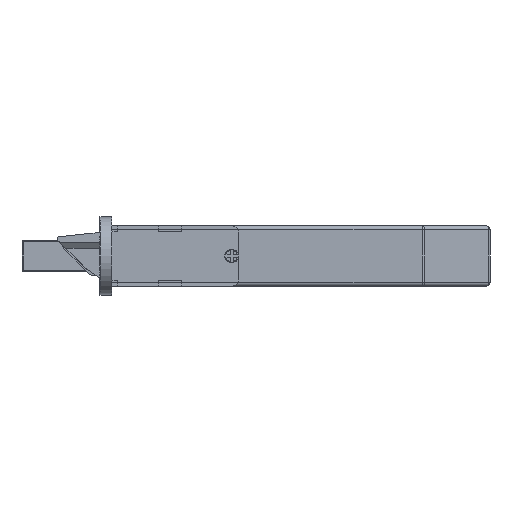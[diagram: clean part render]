
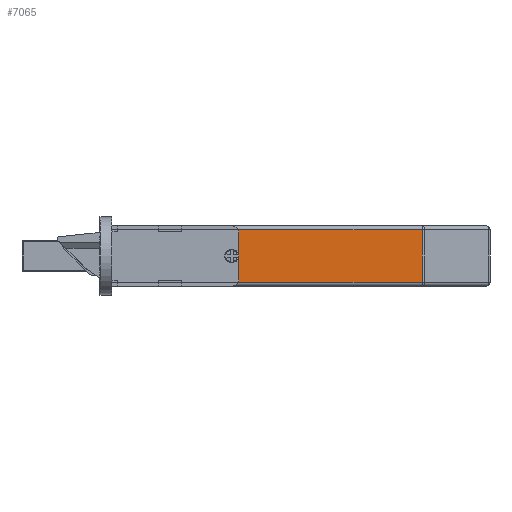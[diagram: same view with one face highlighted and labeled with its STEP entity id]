
A CAD part, front view. The second image highlights one B-rep face of the part: STEP entity #7065.
In plain terms, the highlighted planar face has unit normal (0, -1, 0).
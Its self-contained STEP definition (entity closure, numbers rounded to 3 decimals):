
#315 = ORIENTED_EDGE ( 'NONE', *, *, #7743, .T. ) ;
#641 = ORIENTED_EDGE ( 'NONE', *, *, #7609, .F. ) ;
#710 = AXIS2_PLACEMENT_3D ( 'NONE', #10505, #7785, #10613 ) ;
#808 = DIRECTION ( 'NONE',  ( 0., 0., 1. ) ) ;
#981 = CARTESIAN_POINT ( 'NONE',  ( 14., -14.7, 12.75 ) ) ;
#1090 = DIRECTION ( 'NONE',  ( 1., 0., 0. ) ) ;
#1434 = PLANE ( 'NONE',  #3411 ) ;
#1448 = DIRECTION ( 'NONE',  ( 0., 0., 1. ) ) ;
#2214 = DIRECTION ( 'NONE',  ( 0., -1., 0. ) ) ;
#2364 = EDGE_CURVE ( 'NONE', #9890, #7889, #8994, .T. ) ;
#2398 = ORIENTED_EDGE ( 'NONE', *, *, #5837, .T. ) ;
#2473 = ORIENTED_EDGE ( 'NONE', *, *, #6726, .T. ) ;
#2544 = VERTEX_POINT ( 'NONE', #11197 ) ;
#2698 = VECTOR ( 'NONE', #1448, 1000. ) ;
#3118 = CARTESIAN_POINT ( 'NONE',  ( 93.586, -14.7, 12.75 ) ) ;
#3164 = CARTESIAN_POINT ( 'NONE',  ( 44.75, -14.7, 4.25 ) ) ;
#3315 = CARTESIAN_POINT ( 'NONE',  ( 93.586, -14.7, -1.75 ) ) ;
#3411 = AXIS2_PLACEMENT_3D ( 'NONE', #10819, #2214, #8216 ) ;
#4049 = CARTESIAN_POINT ( 'NONE',  ( 93.586, -14.7, -0.75 ) ) ;
#4217 = DIRECTION ( 'NONE',  ( 0., 0., -1. ) ) ;
#4470 = CARTESIAN_POINT ( 'NONE',  ( 14., -14.7, 12.75 ) ) ;
#4532 = ORIENTED_EDGE ( 'NONE', *, *, #10190, .F. ) ;
#4627 = LINE ( 'NONE', #4470, #9342 ) ;
#4898 = CARTESIAN_POINT ( 'NONE',  ( 44.75, -14.7, 6. ) ) ;
#5094 = EDGE_LOOP ( 'NONE', ( #7618, #4532 ) ) ;
#5223 = LINE ( 'NONE', #5384, #9455 ) ;
#5384 = CARTESIAN_POINT ( 'NONE',  ( 94., -14.7, -0.75 ) ) ;
#5837 = EDGE_CURVE ( 'NONE', #2544, #10185, #5223, .T. ) ;
#6384 = CARTESIAN_POINT ( 'NONE',  ( 44.75, -14.7, 7.75 ) ) ;
#6537 = VERTEX_POINT ( 'NONE', #981 ) ;
#6726 = EDGE_CURVE ( 'NONE', #10185, #7457, #9186, .T. ) ;
#6979 = VECTOR ( 'NONE', #808, 1000. ) ;
#7065 = ADVANCED_FACE ( 'NONE', ( #9170, #9969 ), #1434, .T. ) ;
#7457 = VERTEX_POINT ( 'NONE', #3118 ) ;
#7609 = EDGE_CURVE ( 'NONE', #2544, #6537, #10309, .T. ) ;
#7618 = ORIENTED_EDGE ( 'NONE', *, *, #2364, .F. ) ;
#7743 = EDGE_CURVE ( 'NONE', #7457, #6537, #4627, .T. ) ;
#7785 = DIRECTION ( 'NONE',  ( 0., -1., 0. ) ) ;
#7889 = VERTEX_POINT ( 'NONE', #6384 ) ;
#8027 = DIRECTION ( 'NONE',  ( -1., 0., 0. ) ) ;
#8162 = EDGE_LOOP ( 'NONE', ( #641, #2398, #2473, #315 ) ) ;
#8216 = DIRECTION ( 'NONE',  ( 1., 0., 0. ) ) ;
#8564 = CIRCLE ( 'NONE', #8920, 1.75 ) ;
#8920 = AXIS2_PLACEMENT_3D ( 'NONE', #4898, #9189, #4217 ) ;
#8994 = CIRCLE ( 'NONE', #710, 1.75 ) ;
#9170 = FACE_BOUND ( 'NONE', #5094, .T. ) ;
#9186 = LINE ( 'NONE', #3315, #2698 ) ;
#9189 = DIRECTION ( 'NONE',  ( 0., -1., 0. ) ) ;
#9342 = VECTOR ( 'NONE', #8027, 1000. ) ;
#9455 = VECTOR ( 'NONE', #1090, 1000. ) ;
#9890 = VERTEX_POINT ( 'NONE', #3164 ) ;
#9969 = FACE_OUTER_BOUND ( 'NONE', #8162, .T. ) ;
#10185 = VERTEX_POINT ( 'NONE', #4049 ) ;
#10190 = EDGE_CURVE ( 'NONE', #7889, #9890, #8564, .T. ) ;
#10309 = LINE ( 'NONE', #10357, #6979 ) ;
#10357 = CARTESIAN_POINT ( 'NONE',  ( 14., -14.7, -1.75 ) ) ;
#10505 = CARTESIAN_POINT ( 'NONE',  ( 44.75, -14.7, 6. ) ) ;
#10613 = DIRECTION ( 'NONE',  ( 0., 0., -1. ) ) ;
#10819 = CARTESIAN_POINT ( 'NONE',  ( 14., -14.7, -1.75 ) ) ;
#11197 = CARTESIAN_POINT ( 'NONE',  ( 14., -14.7, -0.75 ) ) ;
